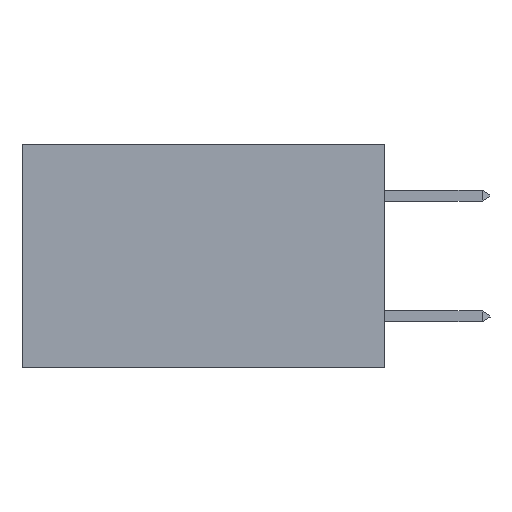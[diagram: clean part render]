
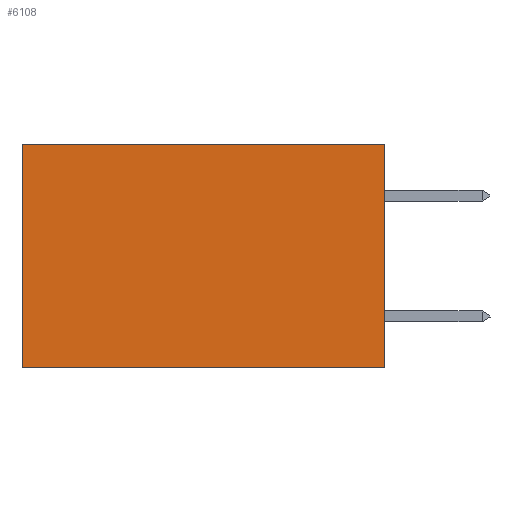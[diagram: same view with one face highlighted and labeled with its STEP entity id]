
A CAD part, left-side view. The second image highlights one B-rep face of the part: STEP entity #6108.
In plain terms, the highlighted planar face has unit normal (-1, 0, 0).
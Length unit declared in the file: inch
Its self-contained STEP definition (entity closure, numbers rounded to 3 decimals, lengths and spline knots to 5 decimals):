
#160 = VERTEX_POINT ( 'NONE', #356 ) ;
#356 = CARTESIAN_POINT ( 'NONE',  ( 0.2875, 0.6, 0. ) ) ;
#447 = VERTEX_POINT ( 'NONE', #27034 ) ;
#455 = DIRECTION ( 'NONE',  ( 0., 0., -1. ) ) ;
#749 = ORIENTED_EDGE ( 'NONE', *, *, #14012, .F. ) ;
#1096 = LINE ( 'NONE', #26671, #22941 ) ;
#2819 = CARTESIAN_POINT ( 'NONE',  ( 0.2875, 0., 0. ) ) ;
#3187 = CARTESIAN_POINT ( 'NONE',  ( 0.2875, 0., -0.37 ) ) ;
#3340 = CARTESIAN_POINT ( 'NONE',  ( 0.2875, 0., 0. ) ) ;
#3423 = LINE ( 'NONE', #6486, #14199 ) ;
#5461 = DIRECTION ( 'NONE',  ( 0., 0., -1. ) ) ;
#6108 = ADVANCED_FACE ( 'NONE', ( #20067 ), #20000, .F. ) ;
#6266 = VERTEX_POINT ( 'NONE', #3187 ) ;
#6486 = CARTESIAN_POINT ( 'NONE',  ( 0.2875, 0.6, 0. ) ) ;
#7187 = DIRECTION ( 'NONE',  ( 1., 0., 0. ) ) ;
#10595 = VERTEX_POINT ( 'NONE', #22303 ) ;
#11778 = LINE ( 'NONE', #3340, #21125 ) ;
#14012 = EDGE_CURVE ( 'NONE', #6266, #447, #1096, .T. ) ;
#14111 = DIRECTION ( 'NONE',  ( 0., 1., 0. ) ) ;
#14199 = VECTOR ( 'NONE', #21549, 39.37008 ) ;
#14901 = ORIENTED_EDGE ( 'NONE', *, *, #19341, .F. ) ;
#15589 = EDGE_CURVE ( 'NONE', #10595, #160, #25485, .T. ) ;
#16633 = EDGE_LOOP ( 'NONE', ( #18955, #749, #14901, #22539 ) ) ;
#18139 = DIRECTION ( 'NONE',  ( 0., 1., 0. ) ) ;
#18312 = CARTESIAN_POINT ( 'NONE',  ( 0.2875, 0., 0. ) ) ;
#18955 = ORIENTED_EDGE ( 'NONE', *, *, #23849, .T. ) ;
#19341 = EDGE_CURVE ( 'NONE', #10595, #6266, #11778, .T. ) ;
#20000 = PLANE ( 'NONE',  #22623 ) ;
#20067 = FACE_OUTER_BOUND ( 'NONE', #16633, .T. ) ;
#21125 = VECTOR ( 'NONE', #5461, 39.37008 ) ;
#21549 = DIRECTION ( 'NONE',  ( 0., 0., -1. ) ) ;
#22303 = CARTESIAN_POINT ( 'NONE',  ( 0.2875, 0., 0. ) ) ;
#22539 = ORIENTED_EDGE ( 'NONE', *, *, #15589, .T. ) ;
#22623 = AXIS2_PLACEMENT_3D ( 'NONE', #2819, #7187, #455 ) ;
#22941 = VECTOR ( 'NONE', #18139, 39.37008 ) ;
#23812 = VECTOR ( 'NONE', #14111, 39.37008 ) ;
#23849 = EDGE_CURVE ( 'NONE', #160, #447, #3423, .T. ) ;
#25485 = LINE ( 'NONE', #18312, #23812 ) ;
#26671 = CARTESIAN_POINT ( 'NONE',  ( 0.2875, 0., -0.37 ) ) ;
#27034 = CARTESIAN_POINT ( 'NONE',  ( 0.2875, 0.6, -0.37 ) ) ;
